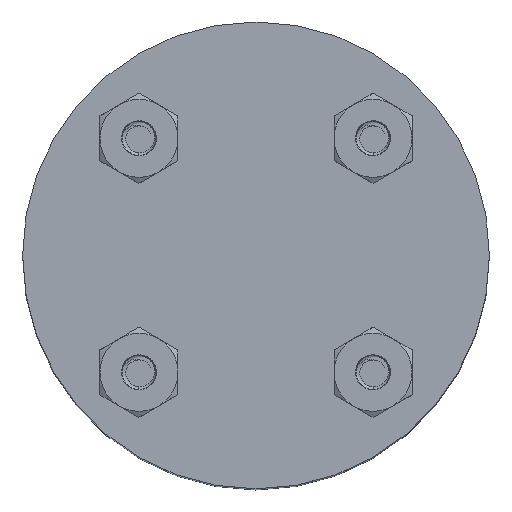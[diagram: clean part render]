
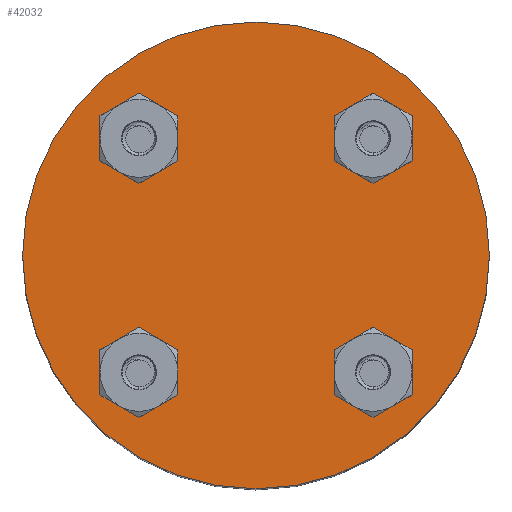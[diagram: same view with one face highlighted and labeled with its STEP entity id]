
A CAD part, top view. The second image highlights one B-rep face of the part: STEP entity #42032.
In plain terms, the highlighted face is planar.
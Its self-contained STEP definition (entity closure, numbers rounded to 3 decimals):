
#1211=FACE_BOUND('',#5519,.T.);
#1212=FACE_BOUND('',#5520,.T.);
#1213=FACE_BOUND('',#5521,.T.);
#1214=FACE_BOUND('',#5522,.T.);
#1296=PLANE('',#45023);
#3080=FACE_OUTER_BOUND('',#5518,.T.);
#5518=EDGE_LOOP('',(#29178));
#5519=EDGE_LOOP('',(#29179));
#5520=EDGE_LOOP('',(#29180));
#5521=EDGE_LOOP('',(#29181));
#5522=EDGE_LOOP('',(#29182));
#17892=CIRCLE('',#45009,1.626);
#17894=CIRCLE('',#45012,1.626);
#17896=CIRCLE('',#45015,1.626);
#17898=CIRCLE('',#45018,1.626);
#17900=CIRCLE('',#45021,19.);
#19018=VERTEX_POINT('',#61184);
#19020=VERTEX_POINT('',#61190);
#19022=VERTEX_POINT('',#61196);
#19024=VERTEX_POINT('',#61202);
#19026=VERTEX_POINT('',#61208);
#22948=EDGE_CURVE('',#19018,#19018,#17892,.T.);
#22951=EDGE_CURVE('',#19020,#19020,#17894,.T.);
#22954=EDGE_CURVE('',#19022,#19022,#17896,.T.);
#22957=EDGE_CURVE('',#19024,#19024,#17898,.T.);
#22960=EDGE_CURVE('',#19026,#19026,#17900,.T.);
#29178=ORIENTED_EDGE('',*,*,#22960,.F.);
#29179=ORIENTED_EDGE('',*,*,#22948,.T.);
#29180=ORIENTED_EDGE('',*,*,#22951,.T.);
#29181=ORIENTED_EDGE('',*,*,#22954,.T.);
#29182=ORIENTED_EDGE('',*,*,#22957,.T.);
#42032=ADVANCED_FACE('',(#3080,#1211,#1212,#1213,#1214),#1296,.F.);
#45009=AXIS2_PLACEMENT_3D('',#61186,#48790,#48791);
#45012=AXIS2_PLACEMENT_3D('',#61192,#48797,#48798);
#45015=AXIS2_PLACEMENT_3D('',#61198,#48804,#48805);
#45018=AXIS2_PLACEMENT_3D('',#61204,#48811,#48812);
#45021=AXIS2_PLACEMENT_3D('',#61210,#48818,#48819);
#45023=AXIS2_PLACEMENT_3D('',#61212,#48822,#48823);
#48790=DIRECTION('center_axis',(0.,0.,1.));
#48791=DIRECTION('ref_axis',(1.,0.,0.));
#48797=DIRECTION('center_axis',(0.,0.,1.));
#48798=DIRECTION('ref_axis',(1.,0.,0.));
#48804=DIRECTION('center_axis',(0.,0.,1.));
#48805=DIRECTION('ref_axis',(1.,0.,0.));
#48811=DIRECTION('center_axis',(0.,0.,1.));
#48812=DIRECTION('ref_axis',(1.,0.,0.));
#48818=DIRECTION('center_axis',(0.,0.,1.));
#48819=DIRECTION('ref_axis',(1.,0.,0.));
#48822=DIRECTION('center_axis',(0.,0.,1.));
#48823=DIRECTION('ref_axis',(1.,0.,0.));
#61184=CARTESIAN_POINT('',(-11.151,-9.525,0.));
#61186=CARTESIAN_POINT('Origin',(-9.525,-9.525,0.));
#61190=CARTESIAN_POINT('',(7.899,-9.525,0.));
#61192=CARTESIAN_POINT('Origin',(9.525,-9.525,0.));
#61196=CARTESIAN_POINT('',(-11.151,9.525,0.));
#61198=CARTESIAN_POINT('Origin',(-9.525,9.525,0.));
#61202=CARTESIAN_POINT('',(7.899,9.525,0.));
#61204=CARTESIAN_POINT('Origin',(9.525,9.525,0.));
#61208=CARTESIAN_POINT('',(-19.,0.,0.));
#61210=CARTESIAN_POINT('Origin',(0.,0.,0.));
#61212=CARTESIAN_POINT('Origin',(0.,0.,0.));
